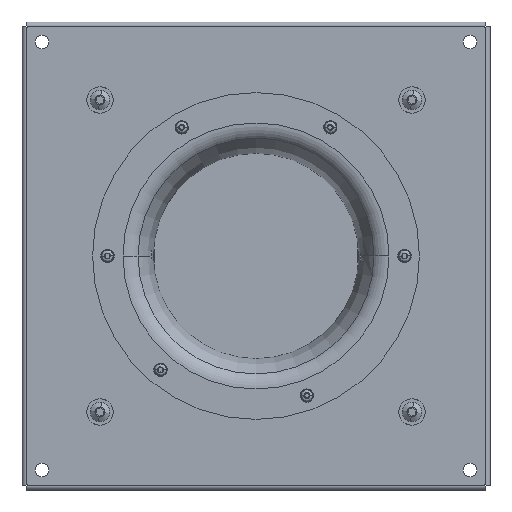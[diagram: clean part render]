
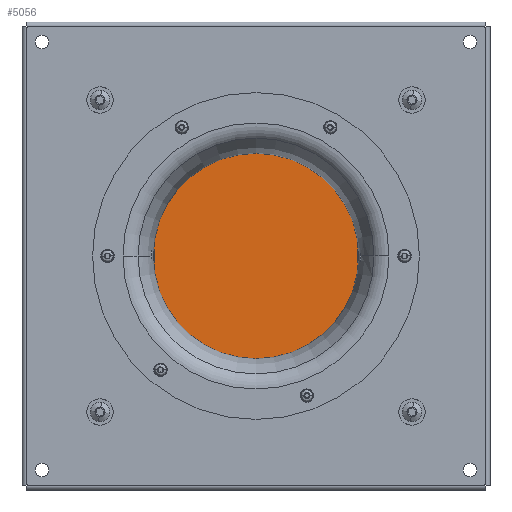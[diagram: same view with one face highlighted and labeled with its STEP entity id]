
A CAD part, front view. The second image highlights one B-rep face of the part: STEP entity #5056.
In plain terms, the highlighted face is planar.
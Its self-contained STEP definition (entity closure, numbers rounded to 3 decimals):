
#4291=CARTESIAN_POINT('',(0.,76.229,0.));
#4292=DIRECTION('',(0.,-1.,0.));
#4293=DIRECTION('',(-1.,0.,0.));
#4294=AXIS2_PLACEMENT_3D('',#4291,#4292,#4293);
#4300=CARTESIAN_POINT('',(0.,76.229,0.));
#4301=DIRECTION('',(0.,1.,0.));
#4302=DIRECTION('',(-1.,0.,0.));
#4303=AXIS2_PLACEMENT_3D('',#4300,#4301,#4302);
#4529=CARTESIAN_POINT('',(-77.545,76.229,0.));
#4531=VERTEX_POINT('',#4529);
#4539=CARTESIAN_POINT('',(77.545,76.229,
0.));
#4541=VERTEX_POINT('',#4539);
#5047=CARTESIAN_POINT('',(0.,76.229,0.));
#5048=DIRECTION('',(0.,-1.,0.));
#5049=DIRECTION('',(-1.,0.,0.));
#5050=AXIS2_PLACEMENT_3D('',#5047,#5048,#5049);
#5051=PLANE('',#5050);
#5052=ORIENTED_EDGE('',*,*,#5040,.F.);
#5053=ORIENTED_EDGE('',*,*,#5029,.T.);
#5054=EDGE_LOOP('',(#5052,#5053));
#5055=FACE_OUTER_BOUND('',#5054,.F.);
#5056=ADVANCED_FACE('',(#5055),#5051,.F.);
#4295=CIRCLE('',#4294,77.545);
#4304=CIRCLE('',#4303,77.545);
#5029=EDGE_CURVE('',#4531,#4541,#4295,.T.);
#5040=EDGE_CURVE('',#4531,#4541,#4304,.T.);
